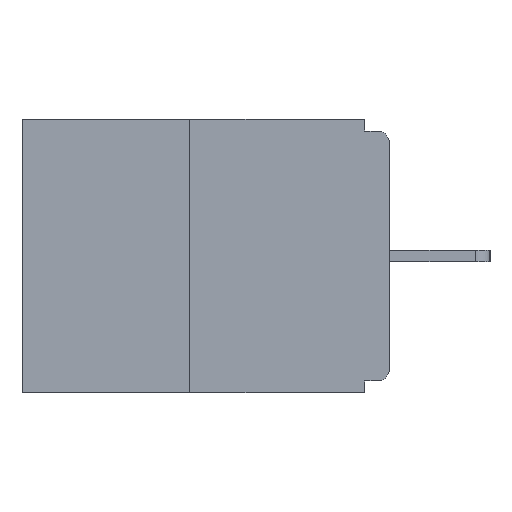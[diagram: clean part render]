
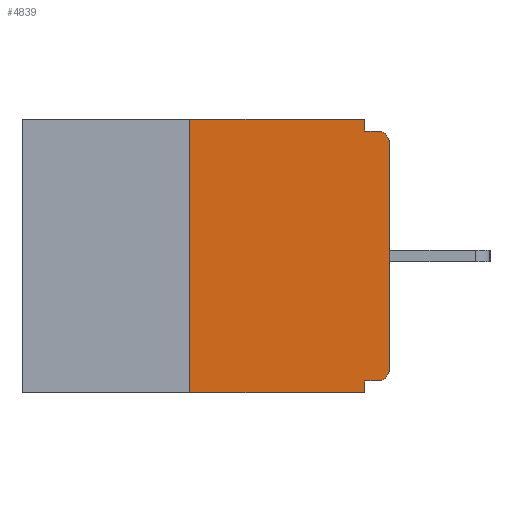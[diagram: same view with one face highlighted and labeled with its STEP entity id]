
A CAD part, left-side view. The second image highlights one B-rep face of the part: STEP entity #4839.
In plain terms, the highlighted planar face has unit normal (-1, 0, 0).
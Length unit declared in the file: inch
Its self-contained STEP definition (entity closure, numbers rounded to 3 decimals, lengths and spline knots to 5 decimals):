
#202 = DIRECTION ( 'NONE',  ( 0., 0., -1. ) ) ;
#229 = LINE ( 'NONE', #9209, #14081 ) ;
#644 = VERTEX_POINT ( 'NONE', #1985 ) ;
#790 = AXIS2_PLACEMENT_3D ( 'NONE', #3147, #12204, #13766 ) ;
#1356 = VERTEX_POINT ( 'NONE', #15580 ) ;
#1588 = EDGE_CURVE ( 'NONE', #10504, #12809, #14983, .T. ) ;
#1737 = EDGE_CURVE ( 'NONE', #10529, #7648, #1897, .T. ) ;
#1897 = LINE ( 'NONE', #12425, #16007 ) ;
#1985 = CARTESIAN_POINT ( 'NONE',  ( 0., 0.015, -0.328 ) ) ;
#2272 = CARTESIAN_POINT ( 'NONE',  ( 0., 0.46, -0.343 ) ) ;
#2700 = DIRECTION ( 'NONE',  ( 0., 0., 1. ) ) ;
#2837 = VECTOR ( 'NONE', #19152, 39.37008 ) ;
#3144 = EDGE_CURVE ( 'NONE', #10504, #7648, #3634, .T. ) ;
#3147 = CARTESIAN_POINT ( 'NONE',  ( 0., 0.46, 0. ) ) ;
#3417 = CARTESIAN_POINT ( 'NONE',  ( 0., 0.25, -0.343 ) ) ;
#3452 = DIRECTION ( 'NONE',  ( 0., -1., 0. ) ) ;
#3513 = CARTESIAN_POINT ( 'NONE',  ( 0., 0.031, -0.328 ) ) ;
#3634 = LINE ( 'NONE', #2272, #17896 ) ;
#4585 = DIRECTION ( 'NONE',  ( 0., -1., 0. ) ) ;
#4839 = ADVANCED_FACE ( 'NONE', ( #13667 ), #7766, .F. ) ;
#4842 = CARTESIAN_POINT ( 'NONE',  ( 0., 0.015, -0.313 ) ) ;
#4947 = VECTOR ( 'NONE', #16100, 39.37008 ) ;
#4999 = CIRCLE ( 'NONE', #10333, 0.015 ) ;
#5827 = ORIENTED_EDGE ( 'NONE', *, *, #15672, .F. ) ;
#5860 = LINE ( 'NONE', #6058, #17811 ) ;
#6058 = CARTESIAN_POINT ( 'NONE',  ( 0., 0., 0. ) ) ;
#6211 = CARTESIAN_POINT ( 'NONE',  ( 0., 0.015, -0.03 ) ) ;
#6305 = ORIENTED_EDGE ( 'NONE', *, *, #1588, .F. ) ;
#6507 = CIRCLE ( 'NONE', #17762, 0.015 ) ;
#6680 = CARTESIAN_POINT ( 'NONE',  ( 0., 0.031, -0.343 ) ) ;
#7243 = VERTEX_POINT ( 'NONE', #17108 ) ;
#7490 = CARTESIAN_POINT ( 'NONE',  ( 0., 0., -0.03 ) ) ;
#7561 = ORIENTED_EDGE ( 'NONE', *, *, #13379, .T. ) ;
#7648 = VERTEX_POINT ( 'NONE', #6680 ) ;
#7682 = LINE ( 'NONE', #15342, #7812 ) ;
#7766 = PLANE ( 'NONE',  #790 ) ;
#7812 = VECTOR ( 'NONE', #12218, 39.37008 ) ;
#8399 = VERTEX_POINT ( 'NONE', #14893 ) ;
#9209 = CARTESIAN_POINT ( 'NONE',  ( 0., 0.46, 0. ) ) ;
#9261 = DIRECTION ( 'NONE',  ( 0., 0., -1. ) ) ;
#9275 = EDGE_CURVE ( 'NONE', #1356, #7243, #11707, .T. ) ;
#10333 = AXIS2_PLACEMENT_3D ( 'NONE', #6211, #15149, #18182 ) ;
#10504 = VERTEX_POINT ( 'NONE', #3417 ) ;
#10529 = VERTEX_POINT ( 'NONE', #3513 ) ;
#10920 = ORIENTED_EDGE ( 'NONE', *, *, #15640, .T. ) ;
#11605 = EDGE_LOOP ( 'NONE', ( #17060, #6305, #19025, #17201, #5827, #7561, #12840, #10920, #17252, #16396 ) ) ;
#11707 = LINE ( 'NONE', #18057, #2837 ) ;
#11761 = CARTESIAN_POINT ( 'NONE',  ( 0., 0.25, 0. ) ) ;
#12204 = DIRECTION ( 'NONE',  ( 1., 0., 0. ) ) ;
#12218 = DIRECTION ( 'NONE',  ( 0., 1., 0. ) ) ;
#12425 = CARTESIAN_POINT ( 'NONE',  ( 0., 0.031, -0.343 ) ) ;
#12809 = VERTEX_POINT ( 'NONE', #11761 ) ;
#12840 = ORIENTED_EDGE ( 'NONE', *, *, #16349, .T. ) ;
#13379 = EDGE_CURVE ( 'NONE', #644, #18337, #6507, .T. ) ;
#13513 = DIRECTION ( 'NONE',  ( 0., 0., 1. ) ) ;
#13667 = FACE_OUTER_BOUND ( 'NONE', #11605, .T. ) ;
#13766 = DIRECTION ( 'NONE',  ( 0., 0., -1. ) ) ;
#13948 = EDGE_CURVE ( 'NONE', #7243, #8399, #19235, .T. ) ;
#14081 = VECTOR ( 'NONE', #4585, 39.37008 ) ;
#14865 = EDGE_CURVE ( 'NONE', #12809, #1356, #229, .T. ) ;
#14893 = CARTESIAN_POINT ( 'NONE',  ( 0., 0.015, -0.015 ) ) ;
#14983 = LINE ( 'NONE', #16155, #19227 ) ;
#15149 = DIRECTION ( 'NONE',  ( -1., 0., 0. ) ) ;
#15342 = CARTESIAN_POINT ( 'NONE',  ( 0., 0., -0.328 ) ) ;
#15580 = CARTESIAN_POINT ( 'NONE',  ( 0., 0.031, 0. ) ) ;
#15640 = EDGE_CURVE ( 'NONE', #16973, #8399, #4999, .T. ) ;
#15672 = EDGE_CURVE ( 'NONE', #644, #10529, #7682, .T. ) ;
#16007 = VECTOR ( 'NONE', #202, 39.37008 ) ;
#16100 = DIRECTION ( 'NONE',  ( 0., -1., 0. ) ) ;
#16155 = CARTESIAN_POINT ( 'NONE',  ( 0., 0.25, 0. ) ) ;
#16349 = EDGE_CURVE ( 'NONE', #18337, #16973, #5860, .T. ) ;
#16396 = ORIENTED_EDGE ( 'NONE', *, *, #9275, .F. ) ;
#16618 = CARTESIAN_POINT ( 'NONE',  ( 0., 0., -0.313 ) ) ;
#16973 = VERTEX_POINT ( 'NONE', #7490 ) ;
#17060 = ORIENTED_EDGE ( 'NONE', *, *, #14865, .F. ) ;
#17108 = CARTESIAN_POINT ( 'NONE',  ( 0., 0.031, -0.015 ) ) ;
#17201 = ORIENTED_EDGE ( 'NONE', *, *, #1737, .F. ) ;
#17252 = ORIENTED_EDGE ( 'NONE', *, *, #13948, .F. ) ;
#17762 = AXIS2_PLACEMENT_3D ( 'NONE', #4842, #18089, #9261 ) ;
#17811 = VECTOR ( 'NONE', #2700, 39.37008 ) ;
#17896 = VECTOR ( 'NONE', #3452, 39.37008 ) ;
#18057 = CARTESIAN_POINT ( 'NONE',  ( 0., 0.031, 0. ) ) ;
#18089 = DIRECTION ( 'NONE',  ( -1., 0., 0. ) ) ;
#18182 = DIRECTION ( 'NONE',  ( 0., 0., -1. ) ) ;
#18337 = VERTEX_POINT ( 'NONE', #16618 ) ;
#19025 = ORIENTED_EDGE ( 'NONE', *, *, #3144, .T. ) ;
#19152 = DIRECTION ( 'NONE',  ( 0., 0., -1. ) ) ;
#19227 = VECTOR ( 'NONE', #13513, 39.37008 ) ;
#19235 = LINE ( 'NONE', #19435, #4947 ) ;
#19435 = CARTESIAN_POINT ( 'NONE',  ( 0., 0., -0.015 ) ) ;
